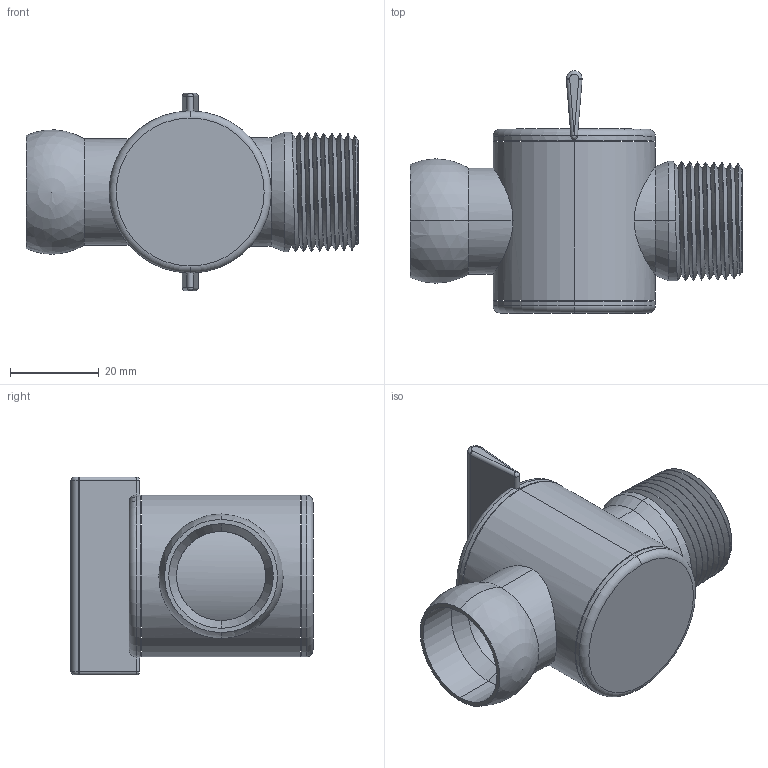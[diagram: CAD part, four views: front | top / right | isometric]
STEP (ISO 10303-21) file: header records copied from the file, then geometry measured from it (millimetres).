
FILE_DESCRIPTION (( 'STEP AP203' ), '1' );
FILE_NAME ('3-4 Male NPT Valve.STEP', '2005-02-04T21:20:02', ( 'mark lockwood' ), ( 'lockwood products inc.' ), 'SwSTEP 2.0', 'SolidWorks 2004146', '' );
FILE_SCHEMA (( 'CONFIG_CONTROL_DESIGN' ));
Length unit declared in the file: inch
Products named in the file (1): 3-4 Male NPT Valve
Bounding box: 74.73 x 54.47 x 44.55 mm (x, y, z)
Volume: 50662.3 mm3; surface area: 18213.2 mm2
Topology: 1 solids, 1 shells, 93 faces, 225 edges, 138 vertices
Faces by surface type: cylinder 36, cone 24, plane 16, torus 10, bspline 5, sphere 2
Entity records: 10972 total; most frequent: CARTESIAN_POINT 8873, ORIENTED_EDGE 436, DIRECTION 398, EDGE_CURVE 218, AXIS2_PLACEMENT_3D 165, VERTEX_POINT 135, EDGE_LOOP 101, ADVANCED_FACE 93
